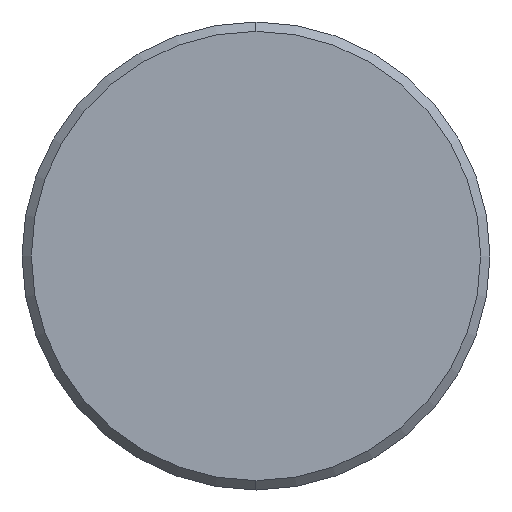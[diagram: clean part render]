
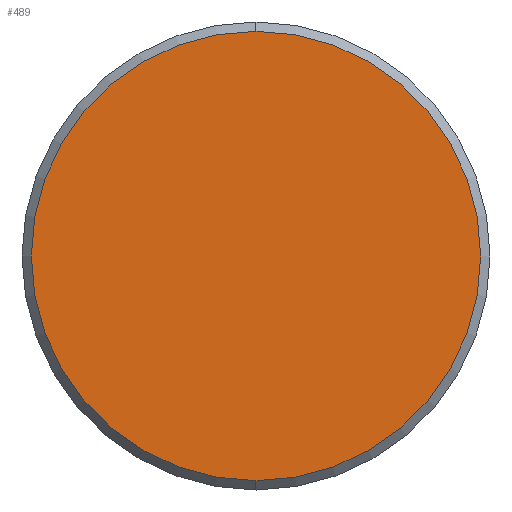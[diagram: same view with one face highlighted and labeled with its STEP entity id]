
A CAD part, left-side view. The second image highlights one B-rep face of the part: STEP entity #489.
In plain terms, the highlighted planar face has unit normal (-1, 0, 0).
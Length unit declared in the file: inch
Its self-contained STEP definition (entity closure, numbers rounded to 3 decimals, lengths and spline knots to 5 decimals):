
#19 = PLANE ( 'NONE',  #1123 ) ;
#31 = ORIENTED_EDGE ( 'NONE', *, *, #306, .F. ) ;
#125 = DIRECTION ( 'NONE',  ( -1., 0., 0. ) ) ;
#184 = CARTESIAN_POINT ( 'NONE',  ( 0., 0., 0. ) ) ;
#211 = CARTESIAN_POINT ( 'NONE',  ( 0., 0., 0.48 ) ) ;
#264 = DIRECTION ( 'NONE',  ( 1., 0., 0. ) ) ;
#267 = DIRECTION ( 'NONE',  ( 0., 0., -1. ) ) ;
#306 = EDGE_CURVE ( 'NONE', #929, #1165, #1175, .T. ) ;
#311 = EDGE_LOOP ( 'NONE', ( #1178, #31 ) ) ;
#347 = EDGE_CURVE ( 'NONE', #1165, #929, #1149, .T. ) ;
#489 = ADVANCED_FACE ( 'NONE', ( #1187 ), #19, .T. ) ;
#702 = CARTESIAN_POINT ( 'NONE',  ( 0., 0., -0.48 ) ) ;
#769 = DIRECTION ( 'NONE',  ( 0., 0., 1. ) ) ;
#779 = AXIS2_PLACEMENT_3D ( 'NONE', #830, #264, #922 ) ;
#830 = CARTESIAN_POINT ( 'NONE',  ( 0., 0., 0. ) ) ;
#834 = DIRECTION ( 'NONE',  ( 1., 0., 0. ) ) ;
#922 = DIRECTION ( 'NONE',  ( 0., 0., -1. ) ) ;
#929 = VERTEX_POINT ( 'NONE', #211 ) ;
#1016 = AXIS2_PLACEMENT_3D ( 'NONE', #184, #834, #267 ) ;
#1036 = CARTESIAN_POINT ( 'NONE',  ( 0., 0.5, 0. ) ) ;
#1123 = AXIS2_PLACEMENT_3D ( 'NONE', #1036, #125, #769 ) ;
#1149 = CIRCLE ( 'NONE', #1016, 0.48 ) ;
#1165 = VERTEX_POINT ( 'NONE', #702 ) ;
#1175 = CIRCLE ( 'NONE', #779, 0.48 ) ;
#1178 = ORIENTED_EDGE ( 'NONE', *, *, #347, .F. ) ;
#1187 = FACE_OUTER_BOUND ( 'NONE', #311, .T. ) ;
